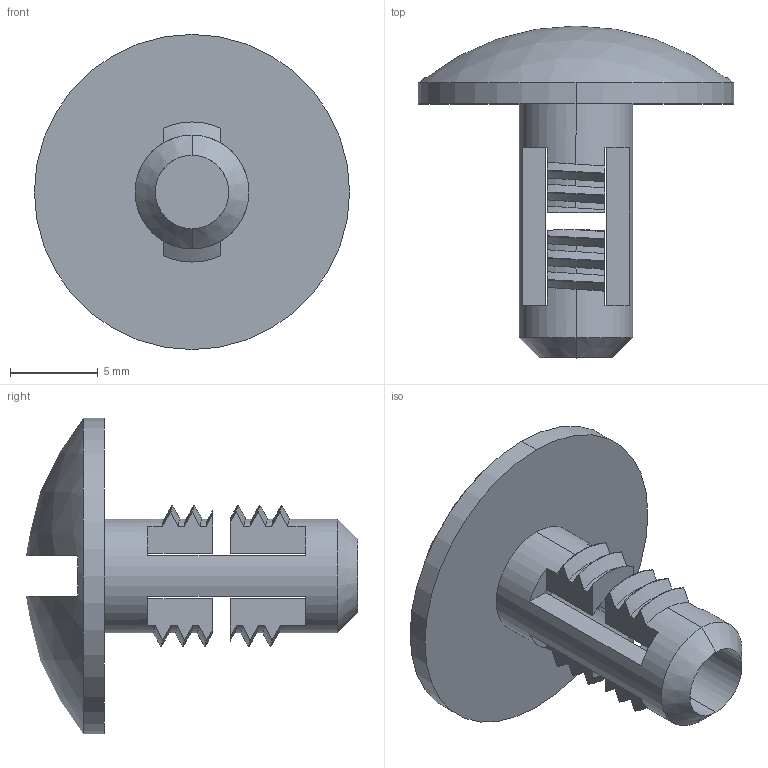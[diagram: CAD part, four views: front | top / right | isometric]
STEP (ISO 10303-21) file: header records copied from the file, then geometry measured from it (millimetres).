
FILE_DESCRIPTION (( 'STEP AP203' ), '1' );
FILE_NAME ('CP-30-BC-8.STEP', '2006-07-24T06:59:46', ( ' ' ), ( ' ' ), 'SwSTEP 2.0', 'SolidWorks 2005204', '' );
FILE_SCHEMA (( 'CONFIG_CONTROL_DESIGN' ));
Length unit declared in the file: millimetre
Products named in the file (1): CP-30-BC-8
Bounding box: 18 x 18.95 x 18 mm (x, y, z)
Volume: 885.4 mm3; surface area: 1213.1 mm2
Topology: 1 solids, 1 shells, 90 faces, 269 edges, 178 vertices
Faces by surface type: cylinder 35, plane 29, bspline 22, cone 2, sphere 2
Entity records: 4184 total; most frequent: CARTESIAN_POINT 2004, ORIENTED_EDGE 538, DIRECTION 343, EDGE_CURVE 269, VERTEX_POINT 178, AXIS2_PLACEMENT_3D 117, VECTOR 109, LINE 109
